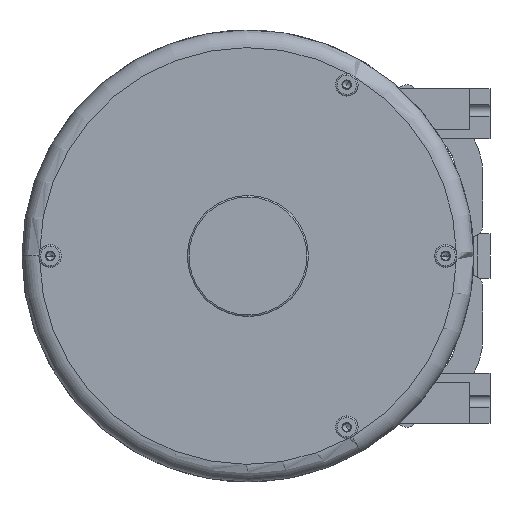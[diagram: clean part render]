
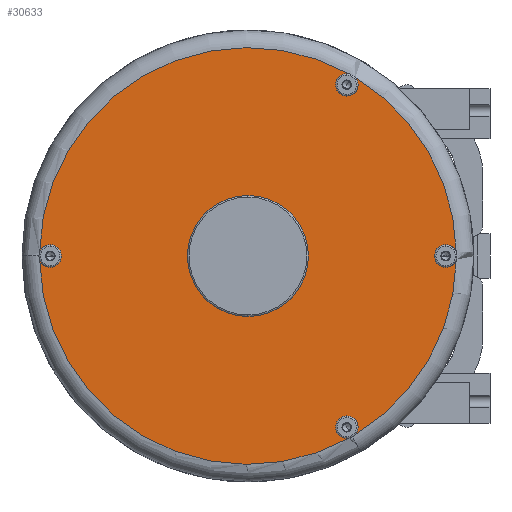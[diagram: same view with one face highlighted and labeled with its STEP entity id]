
A CAD part, left-side view. The second image highlights one B-rep face of the part: STEP entity #30633.
In plain terms, the highlighted planar face has unit normal (-1, 0, 0).
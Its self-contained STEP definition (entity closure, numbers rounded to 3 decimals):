
#12598=CARTESIAN_POINT('',(-190.5,0.,0.));
#12599=DIRECTION('',(-1.,0.,0.));
#12600=DIRECTION('',(0.,0.,1.));
#12601=AXIS2_PLACEMENT_3D('',#12598,#12599,#12600);
#12603=CARTESIAN_POINT('',(-190.5,0.,0.));
#12604=DIRECTION('',(-1.,0.,0.));
#12605=DIRECTION('',(0.,0.,-1.));
#12606=AXIS2_PLACEMENT_3D('',#12603,#12604,#12605);
#12608=CARTESIAN_POINT('',(-190.5,0.,0.));
#12609=DIRECTION('',(-1.,0.,0.));
#12610=DIRECTION('',(0.,-0.515,-0.857));
#12611=AXIS2_PLACEMENT_3D('',#12608,#12609,#12610);
#12613=CARTESIAN_POINT('',(-190.5,-122.5,-212.176));
#12614=DIRECTION('',(-1.,0.,0.));
#12615=DIRECTION('',(0.,-0.759,-0.651));
#12616=AXIS2_PLACEMENT_3D('',#12613,#12614,#12615);
#12618=CARTESIAN_POINT('',(-190.5,-122.5,-212.176));
#12619=DIRECTION('',(-1.,0.,0.));
#12620=DIRECTION('',(0.,0.,1.));
#12621=AXIS2_PLACEMENT_3D('',#12618,#12619,#12620);
#12623=CARTESIAN_POINT('',(-190.5,-122.5,-212.176));
#12624=DIRECTION('',(-1.,0.,0.));
#12625=DIRECTION('',(0.,0.,-1.));
#12626=AXIS2_PLACEMENT_3D('',#12623,#12624,#12625);
#12628=CARTESIAN_POINT('',(-190.5,0.,0.));
#12629=DIRECTION('',(-1.,0.,0.));
#12630=DIRECTION('',(0.,1.,-0.018));
#12631=AXIS2_PLACEMENT_3D('',#12628,#12629,#12630);
#12633=CARTESIAN_POINT('',(-190.5,245.,0.));
#12634=DIRECTION('',(-1.,0.,0.));
#12635=DIRECTION('',(0.,0.943,-0.332));
#12636=AXIS2_PLACEMENT_3D('',#12633,#12634,#12635);
#12638=CARTESIAN_POINT('',(-190.5,245.,0.));
#12639=DIRECTION('',(-1.,0.,0.));
#12640=DIRECTION('',(0.,0.,-1.));
#12641=AXIS2_PLACEMENT_3D('',#12638,#12639,#12640);
#12643=CARTESIAN_POINT('',(-190.5,245.,0.));
#12644=DIRECTION('',(-1.,0.,0.));
#12645=DIRECTION('',(0.,0.,1.));
#12646=AXIS2_PLACEMENT_3D('',#12643,#12644,#12645);
#12648=CARTESIAN_POINT('',(-190.5,0.,0.));
#12649=DIRECTION('',(-1.,0.,0.));
#12650=DIRECTION('',(0.,-0.484,0.875));
#12651=AXIS2_PLACEMENT_3D('',#12648,#12649,#12650);
#12653=CARTESIAN_POINT('',(-190.5,-122.5,212.176));
#12654=DIRECTION('',(-1.,0.,0.));
#12655=DIRECTION('',(0.,-0.185,0.983));
#12656=AXIS2_PLACEMENT_3D('',#12653,#12654,#12655);
#12658=CARTESIAN_POINT('',(-190.5,-122.5,212.176));
#12659=DIRECTION('',(-1.,0.,0.));
#12660=DIRECTION('',(0.,0.,1.));
#12661=AXIS2_PLACEMENT_3D('',#12658,#12659,#12660);
#12663=CARTESIAN_POINT('',(-190.5,-122.5,212.176));
#12664=DIRECTION('',(-1.,0.,0.));
#12665=DIRECTION('',(0.,0.,-1.));
#12666=AXIS2_PLACEMENT_3D('',#12663,#12664,#12665);
#12668=CARTESIAN_POINT('',(-190.5,0.,0.));
#12669=DIRECTION('',(-1.,0.,0.));
#12670=DIRECTION('',(0.,-1.,0.018));
#12671=AXIS2_PLACEMENT_3D('',#12668,#12669,#12670);
#12673=CARTESIAN_POINT('',(-190.5,-245.,0.));
#12674=DIRECTION('',(-1.,0.,0.));
#12675=DIRECTION('',(0.,-0.943,0.332));
#12676=AXIS2_PLACEMENT_3D('',#12673,#12674,#12675);
#12678=CARTESIAN_POINT('',(-190.5,-245.,0.));
#12679=DIRECTION('',(-1.,0.,0.));
#12680=DIRECTION('',(0.,0.,1.));
#12681=AXIS2_PLACEMENT_3D('',#12678,#12679,#12680);
#12683=CARTESIAN_POINT('',(-190.5,-245.,0.));
#12684=DIRECTION('',(-1.,0.,0.));
#12685=DIRECTION('',(0.,0.,-1.));
#12686=AXIS2_PLACEMENT_3D('',#12683,#12684,#12685);
#15370=CARTESIAN_POINT('',(-190.5,0.,75.));
#15371=CARTESIAN_POINT('',(-190.5,0.,-75.));
#15372=VERTEX_POINT('',#15370);
#15373=VERTEX_POINT('',#15371);
#15374=CARTESIAN_POINT('',(-190.5,245.,-14.));
#15375=CARTESIAN_POINT('',(-190.5,245.,14.));
#15376=VERTEX_POINT('',#15374);
#15377=VERTEX_POINT('',#15375);
#15378=CARTESIAN_POINT('',(-190.5,-122.5,226.176));
#15379=CARTESIAN_POINT('',(-190.5,-122.5,198.176));
#15380=VERTEX_POINT('',#15378);
#15381=VERTEX_POINT('',#15379);
#15382=CARTESIAN_POINT('',(-190.5,-245.,14.));
#15383=CARTESIAN_POINT('',(-190.5,-245.,-14.));
#15384=VERTEX_POINT('',#15382);
#15385=VERTEX_POINT('',#15383);
#15386=CARTESIAN_POINT('',(-190.5,-122.5,-198.176));
#15387=CARTESIAN_POINT('',(-190.5,-122.5,-226.176));
#15388=VERTEX_POINT('',#15386);
#15389=VERTEX_POINT('',#15387);
#15460=CARTESIAN_POINT('',(-190.5,-133.124,-221.294));
#15461=CARTESIAN_POINT('',(-190.5,-258.208,-4.635));
#15462=VERTEX_POINT('',#15460);
#15463=VERTEX_POINT('',#15461);
#15469=CARTESIAN_POINT('',(-190.5,258.208,-4.641));
#15470=CARTESIAN_POINT('',(-190.5,-125.085,-225.936));
#15471=VERTEX_POINT('',#15469);
#15472=VERTEX_POINT('',#15470);
#15476=CARTESIAN_POINT('',(-190.5,-125.085,225.936));
#15477=CARTESIAN_POINT('',(-190.5,258.208,4.635));
#15478=VERTEX_POINT('',#15476);
#15479=VERTEX_POINT('',#15477);
#15480=CARTESIAN_POINT('',(-190.5,-258.208,4.641));
#15481=CARTESIAN_POINT('',(-190.5,-133.124,221.294));
#15482=VERTEX_POINT('',#15480);
#15483=VERTEX_POINT('',#15481);
#30592=CARTESIAN_POINT('',(-190.5,0.,0.));
#30593=DIRECTION('',(1.,0.,0.));
#30594=DIRECTION('',(0.,-1.,0.));
#30595=AXIS2_PLACEMENT_3D('',#30592,#30593,#30594);
#30596=PLANE('',#30595);
#30597=ORIENTED_EDGE('',*,*,#28948,.F.);
#30599=ORIENTED_EDGE('',*,*,#30598,.T.);
#30601=ORIENTED_EDGE('',*,*,#30600,.T.);
#30603=ORIENTED_EDGE('',*,*,#30602,.T.);
#30604=ORIENTED_EDGE('',*,*,#30580,.F.);
#30606=ORIENTED_EDGE('',*,*,#30605,.T.);
#30608=ORIENTED_EDGE('',*,*,#30607,.T.);
#30610=ORIENTED_EDGE('',*,*,#30609,.T.);
#30611=ORIENTED_EDGE('',*,*,#28956,.F.);
#30613=ORIENTED_EDGE('',*,*,#30612,.T.);
#30615=ORIENTED_EDGE('',*,*,#30614,.T.);
#30617=ORIENTED_EDGE('',*,*,#30616,.T.);
#30618=ORIENTED_EDGE('',*,*,#28952,.F.);
#30620=ORIENTED_EDGE('',*,*,#30619,.T.);
#30622=ORIENTED_EDGE('',*,*,#30621,.T.);
#30624=ORIENTED_EDGE('',*,*,#30623,.T.);
#30625=EDGE_LOOP('',(#30597,#30599,#30601,#30603,#30604,#30606,#30608,#30610,
#30611,#30613,#30615,#30617,#30618,#30620,#30622,#30624));
#30626=FACE_OUTER_BOUND('',#30625,.F.);
#30628=ORIENTED_EDGE('',*,*,#30627,.T.);
#30630=ORIENTED_EDGE('',*,*,#30629,.T.);
#30631=EDGE_LOOP('',(#30628,#30630));
#30632=FACE_BOUND('',#30631,.F.);
#30633=ADVANCED_FACE('',(#30626,#30632),#30596,.F.);
#12602=CIRCLE('',#12601,75.);
#12607=CIRCLE('',#12606,75.);
#12612=CIRCLE('',#12611,258.25);
#12617=CIRCLE('',#12616,14.);
#12622=CIRCLE('',#12621,14.);
#12627=CIRCLE('',#12626,14.);
#12632=CIRCLE('',#12631,258.25);
#12637=CIRCLE('',#12636,14.);
#12642=CIRCLE('',#12641,14.);
#12647=CIRCLE('',#12646,14.);
#12652=CIRCLE('',#12651,258.25);
#12657=CIRCLE('',#12656,14.);
#12662=CIRCLE('',#12661,14.);
#12667=CIRCLE('',#12666,14.);
#12672=CIRCLE('',#12671,258.25);
#12677=CIRCLE('',#12676,14.);
#12682=CIRCLE('',#12681,14.);
#12687=CIRCLE('',#12686,14.);
#28948=EDGE_CURVE('',#15462,#15463,#12612,.T.);
#28952=EDGE_CURVE('',#15482,#15483,#12672,.T.);
#28956=EDGE_CURVE('',#15478,#15479,#12652,.T.);
#30580=EDGE_CURVE('',#15471,#15472,#12632,.T.);
#30598=EDGE_CURVE('',#15462,#15388,#12617,.T.);
#30600=EDGE_CURVE('',#15388,#15389,#12622,.T.);
#30602=EDGE_CURVE('',#15389,#15472,#12627,.T.);
#30605=EDGE_CURVE('',#15471,#15376,#12637,.T.);
#30607=EDGE_CURVE('',#15376,#15377,#12642,.T.);
#30609=EDGE_CURVE('',#15377,#15479,#12647,.T.);
#30612=EDGE_CURVE('',#15478,#15380,#12657,.T.);
#30614=EDGE_CURVE('',#15380,#15381,#12662,.T.);
#30616=EDGE_CURVE('',#15381,#15483,#12667,.T.);
#30619=EDGE_CURVE('',#15482,#15384,#12677,.T.);
#30621=EDGE_CURVE('',#15384,#15385,#12682,.T.);
#30623=EDGE_CURVE('',#15385,#15463,#12687,.T.);
#30627=EDGE_CURVE('',#15372,#15373,#12602,.T.);
#30629=EDGE_CURVE('',#15373,#15372,#12607,.T.);
